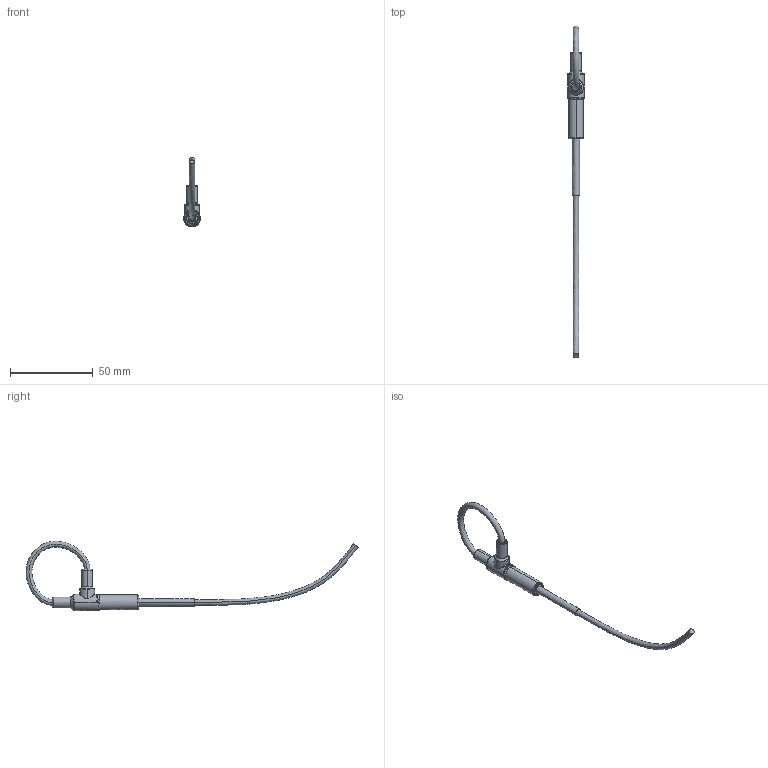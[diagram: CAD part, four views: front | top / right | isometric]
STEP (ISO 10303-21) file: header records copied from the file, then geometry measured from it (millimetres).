
FILE_DESCRIPTION (( 'STEP AP214' ), '1' );
FILE_NAME ('2kV-SMALL.STEP', '2020-05-18T10:59:26', ( '' ), ( '' ), 'SwSTEP 2.0', 'SolidWorks 2020', '' );
FILE_SCHEMA (( 'AUTOMOTIVE_DESIGN' ));
Length unit declared in the file: millimetre
Products named in the file (1): 2kV-SMALL
Bounding box: 10 x 200.13 x 41.91 mm (x, y, z)
Volume: 5929 mm3; surface area: 7658.4 mm2
Topology: 5 solids, 5 shells, 291 faces, 764 edges, 488 vertices
Faces by surface type: cylinder 174, plane 55, bspline 48, cone 14
Entity records: 24206 total; most frequent: CARTESIAN_POINT 14552, ORIENTED_EDGE 1528, DIRECTION 1038, EDGE_CURVE 764, VERTEX_POINT 488, AXIS2_PLACEMENT_3D 387, B_SPLINE_CURVE_WITH_KNOTS 325, EDGE_LOOP 304
